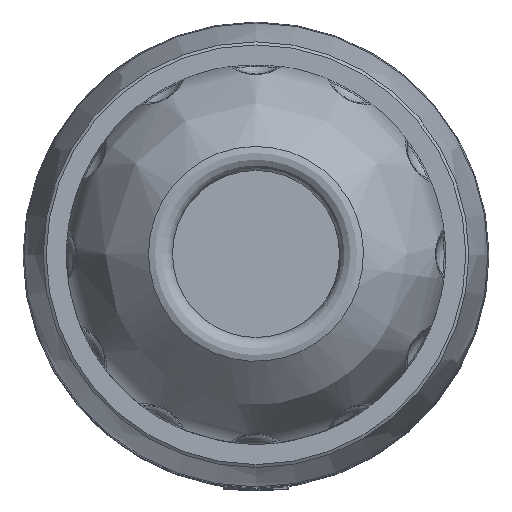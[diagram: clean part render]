
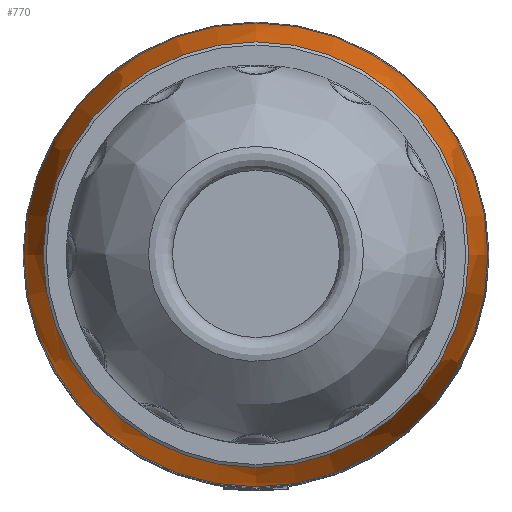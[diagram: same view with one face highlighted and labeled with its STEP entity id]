
A CAD part, top view. The second image highlights one B-rep face of the part: STEP entity #770.
In plain terms, the highlighted free-form (B-spline) face has degree [3, 3] with [4, 7] control points.
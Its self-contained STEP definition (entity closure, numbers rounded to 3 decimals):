
#151=(
BOUNDED_SURFACE()
B_SPLINE_SURFACE(3,3,((#11408,#11409,#11410,#11411,#11412,#11413,#11414),
(#11415,#11416,#11417,#11418,#11419,#11420,#11421),(#11422,#11423,#11424,
#11425,#11426,#11427,#11428),(#11429,#11430,#11431,#11432,#11433,#11434,
#11435)),.UNSPECIFIED.,.F.,.T.,.F.)
B_SPLINE_SURFACE_WITH_KNOTS((4,4),(1,3,3,3,1),(0.,1.),(-0.5,0.,0.5,1.,1.5),
 .UNSPECIFIED.)
GEOMETRIC_REPRESENTATION_ITEM()
RATIONAL_B_SPLINE_SURFACE(((1.,0.333,0.333,1.,0.333,
0.333,1.),(0.994,0.331,0.331,
0.994,0.331,0.331,0.994),
(0.994,0.331,0.331,0.994,
0.331,0.331,0.994),(1.,0.333,
0.333,1.,0.333,0.333,1.)))
REPRESENTATION_ITEM('')
SURFACE()
);
#483=FACE_BOUND('',#1542,.T.);
#484=FACE_BOUND('',#1543,.T.);
#770=ADVANCED_FACE('',(#483,#484),#151,.T.);
#1542=EDGE_LOOP('',(#3757));
#1543=EDGE_LOOP('',(#3758));
#3757=ORIENTED_EDGE('',*,*,#5421,.T.);
#3758=ORIENTED_EDGE('',*,*,#5422,.T.);
#4670=VERTEX_POINT('',#11405);
#4671=VERTEX_POINT('',#11407);
#5421=EDGE_CURVE('',#4670,#4670,#5807,.T.);
#5422=EDGE_CURVE('',#4671,#4671,#5808,.T.);
#5807=CIRCLE('',#6306,6.625);
#5808=CIRCLE('',#6307,7.22);
#6306=AXIS2_PLACEMENT_3D('',#11404,#7532,#7533);
#6307=AXIS2_PLACEMENT_3D('',#11406,#7534,#7535);
#7532=DIRECTION('',(0.,0.,-1.));
#7533=DIRECTION('',(0.,1.,0.));
#7534=DIRECTION('',(0.,0.,1.));
#7535=DIRECTION('',(0.,1.,0.));
#11404=CARTESIAN_POINT('',(0.,0.,33.735));
#11405=CARTESIAN_POINT('',(0.,6.625,33.735));
#11406=CARTESIAN_POINT('',(0.,0.,31.105));
#11407=CARTESIAN_POINT('',(0.,7.22,31.105));
#11408=CARTESIAN_POINT('',(0.,-6.625,33.735));
#11409=CARTESIAN_POINT('',(13.249,-6.625,33.735));
#11410=CARTESIAN_POINT('',(13.249,6.625,33.735));
#11411=CARTESIAN_POINT('',(0.,6.625,33.735));
#11412=CARTESIAN_POINT('',(-13.249,6.625,33.735));
#11413=CARTESIAN_POINT('',(-13.249,-6.625,33.735));
#11414=CARTESIAN_POINT('',(0.,-6.625,33.735));
#11415=CARTESIAN_POINT('',(0.,-6.941,32.888));
#11416=CARTESIAN_POINT('',(13.882,-6.941,32.888));
#11417=CARTESIAN_POINT('',(13.882,6.941,32.888));
#11418=CARTESIAN_POINT('',(0.,6.941,32.888));
#11419=CARTESIAN_POINT('',(-13.882,6.941,32.888));
#11420=CARTESIAN_POINT('',(-13.882,-6.941,32.888));
#11421=CARTESIAN_POINT('',(0.,-6.941,32.888));
#11422=CARTESIAN_POINT('',(0.,-7.141,32.006));
#11423=CARTESIAN_POINT('',(14.281,-7.141,32.006));
#11424=CARTESIAN_POINT('',(14.281,7.141,32.006));
#11425=CARTESIAN_POINT('',(0.,7.141,32.006));
#11426=CARTESIAN_POINT('',(-14.281,7.141,32.006));
#11427=CARTESIAN_POINT('',(-14.281,-7.141,32.006));
#11428=CARTESIAN_POINT('',(0.,-7.141,32.006));
#11429=CARTESIAN_POINT('',(0.,-7.22,31.105));
#11430=CARTESIAN_POINT('',(14.439,-7.22,31.105));
#11431=CARTESIAN_POINT('',(14.439,7.22,31.105));
#11432=CARTESIAN_POINT('',(0.,7.22,31.105));
#11433=CARTESIAN_POINT('',(-14.439,7.22,31.105));
#11434=CARTESIAN_POINT('',(-14.439,-7.22,31.105));
#11435=CARTESIAN_POINT('',(0.,-7.22,31.105));
